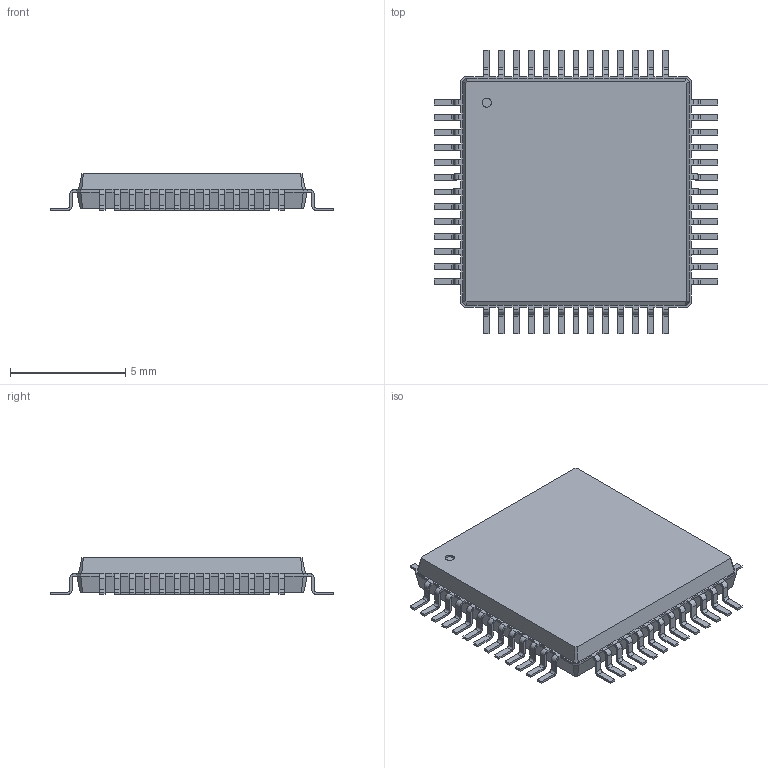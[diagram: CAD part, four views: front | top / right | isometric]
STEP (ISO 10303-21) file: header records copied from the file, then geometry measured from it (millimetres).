
FILE_DESCRIPTION(/* description */ ('model of TQFP-52-1EP_10x10mm_P0.65mm_EP6.5x6.5mm'),/* implementation_level */ '2;1');
FILE_NAME(/* name */ 'TQFP-52-1EP_10x10mm_P0.65mm_EP6.5x6.5mm.step',/* time_stamp */ '2018-11-04T15:50:51',/* author */ ('kicad StepUp','ksu'),/* organization */ ('FreeCAD'),/* preprocessor_version */ 'OCC',/* originating_system */ 'kicad StepUp',/* authorisation */ '');
FILE_SCHEMA(('AUTOMOTIVE_DESIGN { 1 0 10303 214 1 1 1 1 }'));
Length unit declared in the file: millimetre
Products named in the file (1): TQFP_52_1EP_10x10mm_P065mm_EP65x65mm
Bounding box: 12.32 x 12.32 x 1.6 mm (x, y, z)
Volume: 150.5 mm3; surface area: 319.1 mm2
Topology: 1 solids, 1 shells, 821 faces, 2219 edges, 1402 vertices
Faces by surface type: plane 536, cylinder 209, bspline 76
Full cylindrical faces by diameter (mm): 0.4 x1
Entity records: 16318 total; most frequent: ORIENTED_EDGE 3792, EDGE_CURVE 2219, CARTESIAN_POINT 1925, LINE 1405, VERTEX_POINT 1402, AXIS2_PLACEMENT_3D 1020, FACE_BOUND 823, EDGE_LOOP 823
